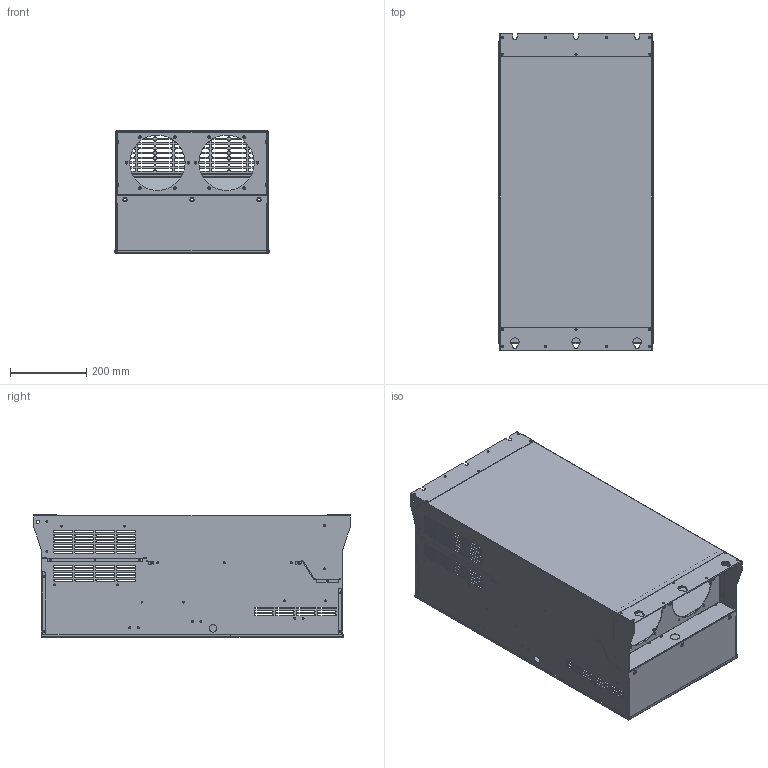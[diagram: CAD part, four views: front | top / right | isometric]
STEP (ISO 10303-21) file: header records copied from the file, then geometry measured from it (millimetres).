
FILE_DESCRIPTION((''),'2;1');
FILE_NAME('S37_ASM','2020-05-25T',('Xin'),(''),'PRO/ENGINEER BY PARAMETRIC TECHNOLOGY CORPORATION, 2010280','PRO/ENGINEER BY PARAMETRIC TECHNOLOGY CORPORATION, 2010280','');
FILE_SCHEMA(('CONFIG_CONTROL_DESIGN'));
Length unit declared in the file: millimetre
Products named in the file (1): S37_ASM
Bounding box: 404 x 830 x 321.5 mm (x, y, z)
Volume: 1903632.5 mm3; surface area: 3138400.4 mm2
Topology: 4 solids, 6 shells, 1953 faces, 5259 edges, 3329 vertices
Faces by surface type: cylinder 985, plane 776, cone 164, bspline 28
Entity records: 63929 total; most frequent: CARTESIAN_POINT 12016, DIRECTION 11155, ORIENTED_EDGE 10514, EDGE_CURVE 5259, AXIS2_PLACEMENT_3D 4039, VERTEX_POINT 3329, VECTOR 3077, LINE 3077
